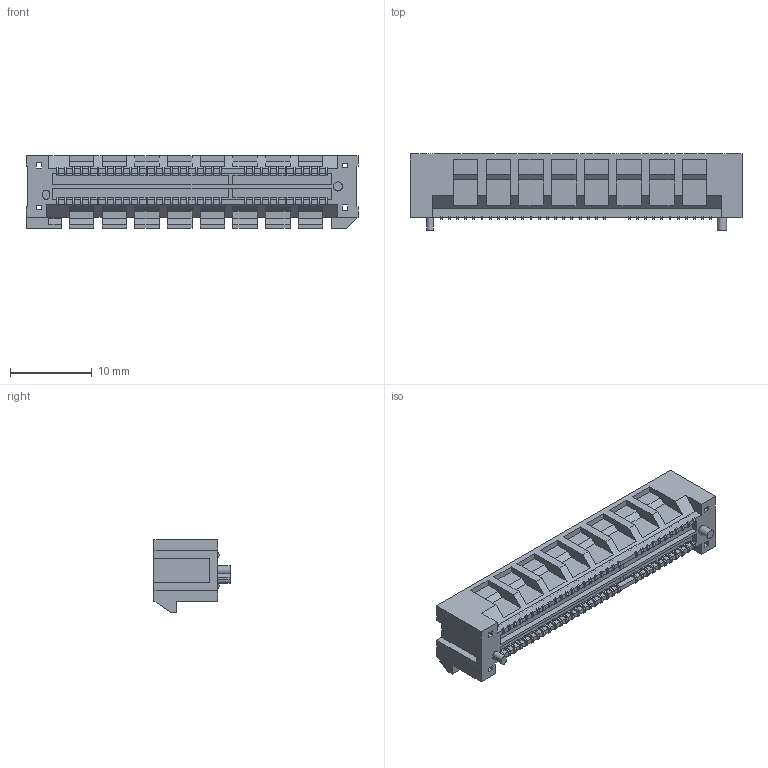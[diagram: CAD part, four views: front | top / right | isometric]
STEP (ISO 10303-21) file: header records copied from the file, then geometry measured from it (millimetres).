
FILE_DESCRIPTION(/* description */ ('STEP AP214'),/* implementation_level */ '2;1');
FILE_NAME(/* name */ 'PCIE-LP-04-01-F-DV-A-TR',/* time_stamp */ '2023-02-19T19:32:33+01:00',/* author */ ('License CC BY-ND 4.0'),/* organization */ ('CADENAS'),/* preprocessor_version */ 'ST-DEVELOPER v18.102',/* originating_system */ 'PARTsolutions',/* authorisation */ ' ');
FILE_SCHEMA (('AUTOMOTIVE_DESIGN {1 0 10303 214 3 1 1}'));
Length unit declared in the file: millimetre
Products named in the file (3): PCIE-LP-04-01-F-DV-A-TR; 04_PINS; 04-_BODY
Assembly tree (2 placements, depth 2):
  PCIE-LP-04-01-F-DV-A-TR
    04_PINS
    04-_BODY
Bounding box: 40.6 x 9.3 x 8.85 mm (x, y, z)
Volume: 1139.5 mm3; surface area: 3770.1 mm2
Topology: 2 solids, 2 shells, 1596 faces, 4719 edges, 3134 vertices
Faces by surface type: plane 1337, cylinder 259
Full cylindrical faces by diameter (mm): 1.12 x1
Entity records: 52700 total; most frequent: CARTESIAN_POINT 9451, ORIENTED_EDGE 9436, DIRECTION 8434, EDGE_CURVE 4718, LINE 4200, VECTOR 4200, VERTEX_POINT 3134, AXIS2_PLACEMENT_3D 2117
